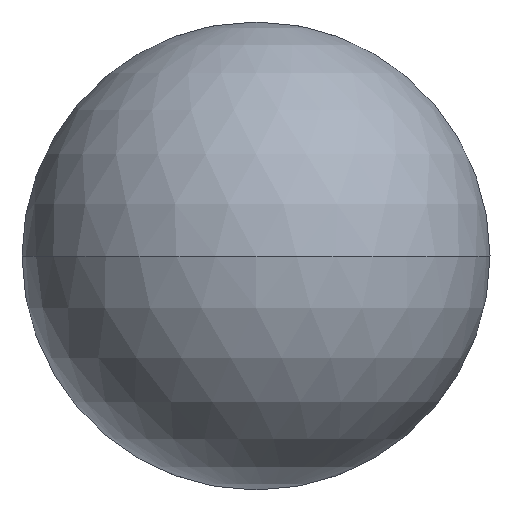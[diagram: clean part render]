
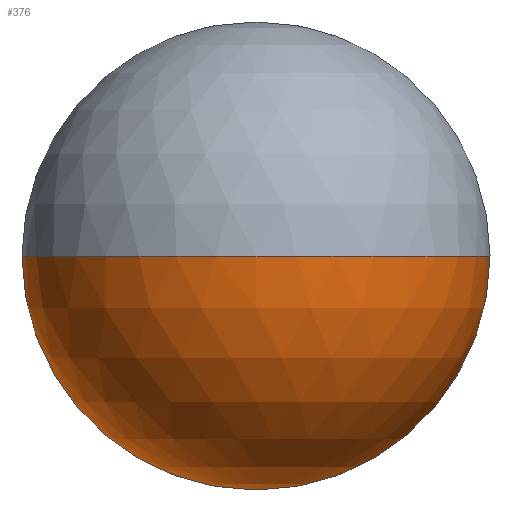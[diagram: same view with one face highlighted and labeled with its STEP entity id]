
A CAD part, front view. The second image highlights one B-rep face of the part: STEP entity #376.
In plain terms, the highlighted spherical face has radius 12.7 mm.
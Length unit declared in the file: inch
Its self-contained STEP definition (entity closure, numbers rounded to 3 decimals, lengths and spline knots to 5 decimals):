
#7 = CARTESIAN_POINT ( 'NONE',  ( 0., 0.5, -0.5 ) ) ;
#20 = VERTEX_POINT ( 'NONE', #503 ) ;
#48 = VERTEX_POINT ( 'NONE', #292 ) ;
#50 = DIRECTION ( 'NONE',  ( 0., -1., 0. ) ) ;
#97 = DIRECTION ( 'NONE',  ( -1., 0., 0. ) ) ;
#111 = VERTEX_POINT ( 'NONE', #7 ) ;
#113 = DIRECTION ( 'NONE',  ( 0., 0., -1. ) ) ;
#116 = DIRECTION ( 'NONE',  ( -1., 0., 0. ) ) ;
#117 = CIRCLE ( 'NONE', #480, 0.5 ) ;
#121 = DIRECTION ( 'NONE',  ( 1., 0., 0. ) ) ;
#147 = EDGE_LOOP ( 'NONE', ( #354, #163, #313, #318 ) ) ;
#163 = ORIENTED_EDGE ( 'NONE', *, *, #242, .T. ) ;
#192 = CARTESIAN_POINT ( 'NONE',  ( 0., 0.5, 0. ) ) ;
#242 = EDGE_CURVE ( 'NONE', #111, #48, #117, .T. ) ;
#243 = CARTESIAN_POINT ( 'NONE',  ( 0., 0.5, 0. ) ) ;
#248 = DIRECTION ( 'NONE',  ( 0., 0., -1. ) ) ;
#259 = SPHERICAL_SURFACE ( 'NONE', #282, 0.5 ) ;
#277 = EDGE_CURVE ( 'NONE', #48, #425, #409, .T. ) ;
#282 = AXIS2_PLACEMENT_3D ( 'NONE', #192, #113, #116 ) ;
#290 = AXIS2_PLACEMENT_3D ( 'NONE', #243, #374, #97 ) ;
#292 = CARTESIAN_POINT ( 'NONE',  ( 0.5, 0.5, 0. ) ) ;
#295 = DIRECTION ( 'NONE',  ( 0., 0., -1. ) ) ;
#304 = AXIS2_PLACEMENT_3D ( 'NONE', #444, #500, #121 ) ;
#313 = ORIENTED_EDGE ( 'NONE', *, *, #277, .T. ) ;
#318 = ORIENTED_EDGE ( 'NONE', *, *, #438, .F. ) ;
#319 = CIRCLE ( 'NONE', #494, 0.5 ) ;
#325 = CARTESIAN_POINT ( 'NONE',  ( 0., 0., 0. ) ) ;
#332 = CARTESIAN_POINT ( 'NONE',  ( 0., 0.5, 0. ) ) ;
#354 = ORIENTED_EDGE ( 'NONE', *, *, #466, .T. ) ;
#374 = DIRECTION ( 'NONE',  ( 0., 0., -1. ) ) ;
#376 = ADVANCED_FACE ( 'NONE', ( #475 ), #259, .T. ) ;
#396 = CIRCLE ( 'NONE', #304, 0.5 ) ;
#409 = CIRCLE ( 'NONE', #290, 0.5 ) ;
#423 = DIRECTION ( 'NONE',  ( 0., -1., 0. ) ) ;
#425 = VERTEX_POINT ( 'NONE', #325 ) ;
#438 = EDGE_CURVE ( 'NONE', #20, #425, #396, .T. ) ;
#444 = CARTESIAN_POINT ( 'NONE',  ( 0., 0.5, 0. ) ) ;
#466 = EDGE_CURVE ( 'NONE', #20, #111, #319, .T. ) ;
#475 = FACE_OUTER_BOUND ( 'NONE', #147, .T. ) ;
#480 = AXIS2_PLACEMENT_3D ( 'NONE', #332, #423, #295 ) ;
#494 = AXIS2_PLACEMENT_3D ( 'NONE', #497, #50, #248 ) ;
#497 = CARTESIAN_POINT ( 'NONE',  ( 0., 0.5, 0. ) ) ;
#500 = DIRECTION ( 'NONE',  ( 0., 0., 1. ) ) ;
#503 = CARTESIAN_POINT ( 'NONE',  ( -0.5, 0.5, 0. ) ) ;
